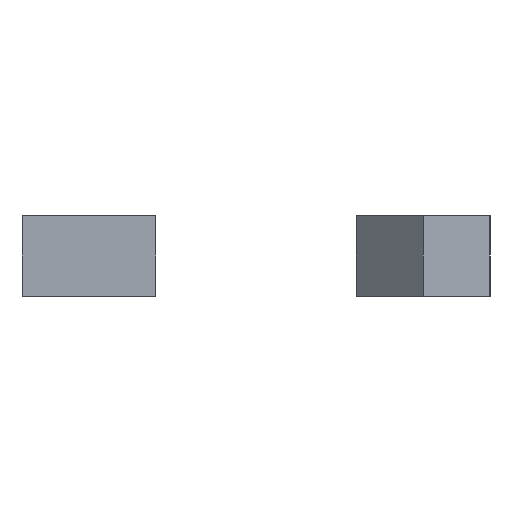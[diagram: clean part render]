
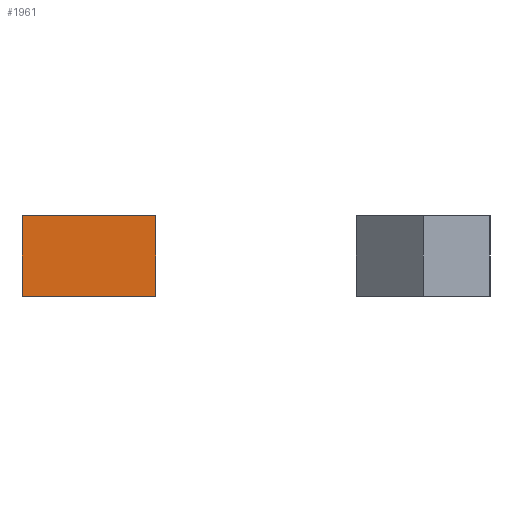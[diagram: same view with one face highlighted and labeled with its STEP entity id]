
A CAD part, left-side view. The second image highlights one B-rep face of the part: STEP entity #1961.
In plain terms, the highlighted planar face has unit normal (-1, 0, 0).
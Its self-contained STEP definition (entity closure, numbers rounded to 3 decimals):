
#225=FACE_OUTER_BOUND('',#335,.T.);
#335=EDGE_LOOP('',(#1580,#1581,#1582,#1583));
#499=LINE('',#3136,#694);
#509=LINE('',#3156,#704);
#510=LINE('',#3158,#705);
#511=LINE('',#3159,#706);
#694=VECTOR('',#2260,10.);
#704=VECTOR('',#2278,10.);
#705=VECTOR('',#2279,10.);
#706=VECTOR('',#2280,10.);
#888=VERTEX_POINT('',#3133);
#889=VERTEX_POINT('',#3135);
#895=VERTEX_POINT('',#3155);
#896=VERTEX_POINT('',#3157);
#1131=EDGE_CURVE('',#889,#888,#499,.T.);
#1141=EDGE_CURVE('',#895,#888,#509,.T.);
#1142=EDGE_CURVE('',#896,#895,#510,.T.);
#1143=EDGE_CURVE('',#889,#896,#511,.T.);
#1580=ORIENTED_EDGE('',*,*,#1131,.T.);
#1581=ORIENTED_EDGE('',*,*,#1141,.F.);
#1582=ORIENTED_EDGE('',*,*,#1142,.F.);
#1583=ORIENTED_EDGE('',*,*,#1143,.F.);
#1878=PLANE('',#2059);
#1961=ADVANCED_FACE('',(#225),#1878,.F.);
#2059=AXIS2_PLACEMENT_3D('',#3154,#2276,#2277);
#2260=DIRECTION('',(0.,-1.,0.));
#2276=DIRECTION('center_axis',(1.,0.,0.));
#2277=DIRECTION('ref_axis',(0.,0.,
-1.));
#2278=DIRECTION('',(0.,0.,-1.));
#2279=DIRECTION('',(0.,-1.,0.));
#2280=DIRECTION('',(0.,0.,1.));
#3133=CARTESIAN_POINT('',(-162.506,-61.707,30.75));
#3135=CARTESIAN_POINT('',(-162.506,-41.706,30.75));
#3136=CARTESIAN_POINT('',(-162.506,-186.956,30.75));
#3154=CARTESIAN_POINT('Origin',(-162.506,-321.206,24.25));
#3155=CARTESIAN_POINT('',(-162.506,-61.707,42.75));
#3156=CARTESIAN_POINT('',(-162.506,-61.707,23.875));
#3157=CARTESIAN_POINT('',(-162.506,-41.706,42.75));
#3158=CARTESIAN_POINT('',(-162.506,-145.242,42.75));
#3159=CARTESIAN_POINT('',(-162.506,-41.706,33.5));
